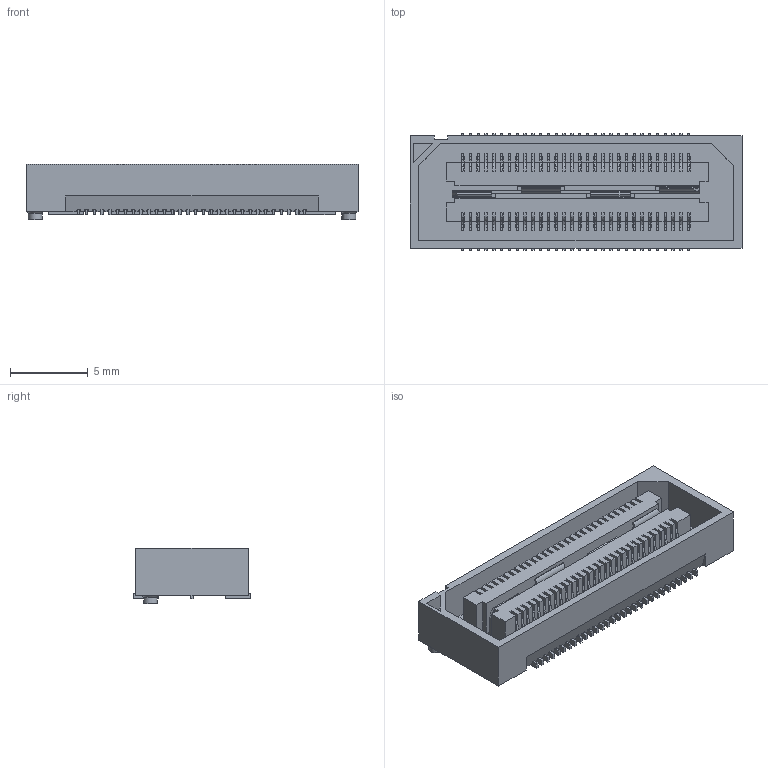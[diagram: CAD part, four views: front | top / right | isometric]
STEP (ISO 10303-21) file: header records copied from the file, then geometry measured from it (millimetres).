
FILE_DESCRIPTION(('FreeCAD Model'),'2;1');
FILE_NAME('Compound.step', '2017-02-22T15:44:47',('kicad StepUp'),('ksu MCAD'), 'Open CASCADE STEP processor 6.8','FreeCAD','Unknown');
FILE_SCHEMA(('AUTOMOTIVE_DESIGN_CC2 { 1 2 10303 214 -1 1 5 4 }'));
Products named in the file (1): Compound
Bounding box: 21.31 x 7.49 x 3.56 mm (x, y, z)
Volume: 284.8 mm3; surface area: 1614.4 mm2
Topology: 3 solids, 3 shells, 2013 faces, 6187 edges, 4124 vertices
Faces by surface type: plane 1675, cylinder 334, torus 2, sphere 2
Full cylindrical faces by diameter (mm): 0.889 x2
Entity records: 82565 total; most frequent: ORIENTED_EDGE 12366, CARTESIAN_POINT 12333, DIRECTION 10879, EDGE_CURVE 6183, LINE 5507, VECTOR 5507, VERTEX_POINT 4124, AXIS2_PLACEMENT_3D 2686
